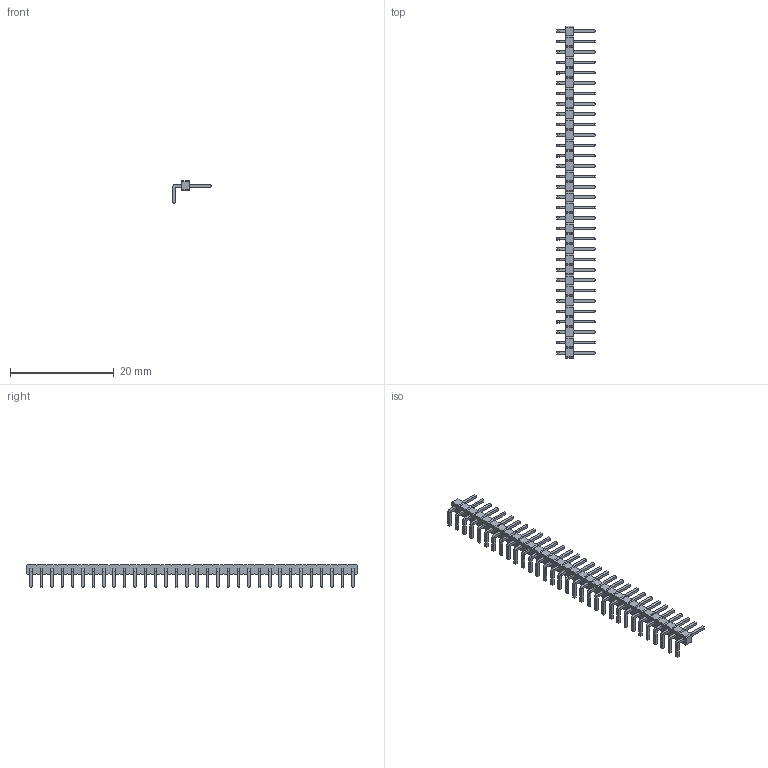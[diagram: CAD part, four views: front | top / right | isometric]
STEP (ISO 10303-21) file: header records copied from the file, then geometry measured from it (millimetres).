
FILE_DESCRIPTION(/* description */ ('model of PinHeader_1x32_P2.00mm_Horizontal'),/* implementation_level */ '2;1');
FILE_NAME(/* name */ 'PinHeader_1x32_P2.00mm_Horizontal.step',/* time_stamp */ '2018-01-24T12:45:06',/* author */ ('kicad StepUp','ksu'),/* organization */ ('FreeCAD'),/* preprocessor_version */ 'OCC',/* originating_system */ 'kicad StepUp',/* authorisation */ '');
FILE_SCHEMA(('AUTOMOTIVE_DESIGN { 1 0 10303 214 1 1 1 1 }'));
Length unit declared in the file: millimetre
Products named in the file (2): PinHeader_1x32_P200mm_Horizontal; Shape0_640454470927
Bounding box: 7.45 x 64 x 4.4 mm (x, y, z)
Volume: 271.3 mm3; surface area: 1140.1 mm2
Topology: 33 solids, 33 shells, 740 faces, 1766 edges, 1092 vertices
Faces by surface type: plane 708, cylinder 32
Entity records: 13298 total; most frequent: ORIENTED_EDGE 2666, CARTESIAN_POINT 2061, EDGE_CURVE 1766, LINE 1702, VERTEX_POINT 1092, AXIS2_PLACEMENT_3D 805, ADVANCED_FACE 740, FACE_BOUND 740
